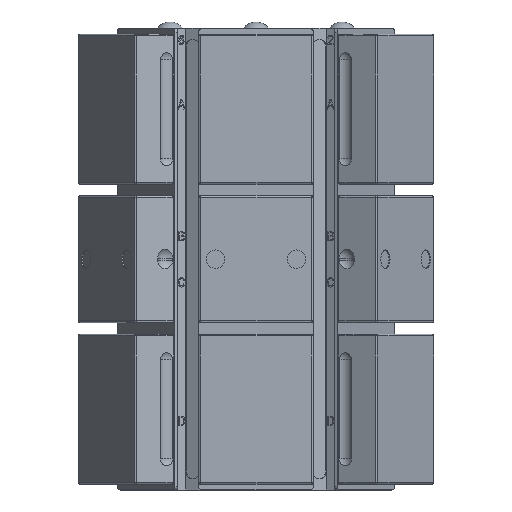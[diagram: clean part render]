
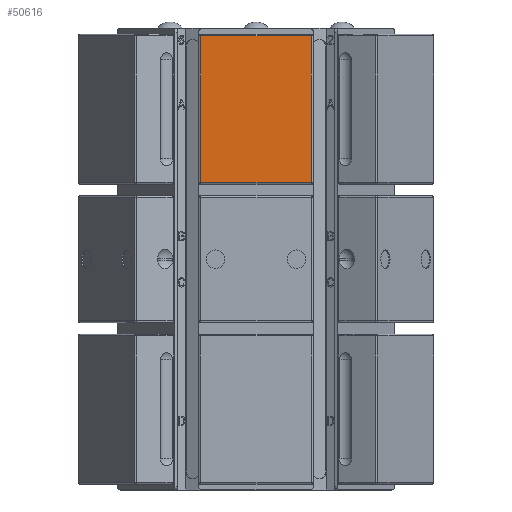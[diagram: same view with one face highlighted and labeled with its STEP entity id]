
A CAD part, front view. The second image highlights one B-rep face of the part: STEP entity #50616.
In plain terms, the highlighted face is planar.
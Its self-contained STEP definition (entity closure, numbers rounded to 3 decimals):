
#49894=CARTESIAN_POINT('',(63.5,39.7,-48.));
#49895=VERTEX_POINT('',#49894);
#49931=CARTESIAN_POINT('',(63.5,39.7,48.));
#49932=VERTEX_POINT('',#49931);
#49999=CARTESIAN_POINT('',(-63.5,39.7,-48.));
#50000=VERTEX_POINT('',#49999);
#50034=CARTESIAN_POINT('',(-63.5,39.7,48.));
#50035=VERTEX_POINT('',#50034);
#50336=CARTESIAN_POINT('',(63.5,39.7,48.));
#50337=DIRECTION('',(-1.0,0.0,0.0));
#50338=VECTOR('',#50337,127.0);
#50339=LINE('',#50336,#50338);
#50340=EDGE_CURVE('',#49932,#50035,#50339,.T.);
#50358=CARTESIAN_POINT('',(-63.5,39.7,48.));
#50359=DIRECTION('',(0.0,0.0,-1.0));
#50360=VECTOR('',#50359,96.);
#50361=LINE('',#50358,#50360);
#50362=EDGE_CURVE('',#50035,#50000,#50361,.T.);
#50380=CARTESIAN_POINT('',(-63.5,39.7,-48.));
#50381=DIRECTION('',(1.0,0.0,0.0));
#50382=VECTOR('',#50381,127.0);
#50383=LINE('',#50380,#50382);
#50384=EDGE_CURVE('',#50000,#49895,#50383,.T.);
#50424=CARTESIAN_POINT('',(63.5,39.7,-48.));
#50425=DIRECTION('',(0.0,0.0,1.0));
#50426=VECTOR('',#50425,96.);
#50427=LINE('',#50424,#50426);
#50428=EDGE_CURVE('',#49895,#49932,#50427,.T.);
#50605=CARTESIAN_POINT('',(0.,39.7,0.0));
#50606=DIRECTION('',(0.0,1.0,0.0));
#50607=DIRECTION('',(0.0,0.0,1.0));
#50608=AXIS2_PLACEMENT_3D('',#50605,#50606,#50607);
#50609=PLANE('',#50608);
#50610=ORIENTED_EDGE('',*,*,#50340,.F.);
#50611=ORIENTED_EDGE('',*,*,#50428,.F.);
#50612=ORIENTED_EDGE('',*,*,#50384,.F.);
#50613=ORIENTED_EDGE('',*,*,#50362,.F.);
#50614=EDGE_LOOP('',(#50610,#50611,#50612,#50613));
#50615=FACE_OUTER_BOUND('',#50614,.T.);
#50616=ADVANCED_FACE('',(#50615),#50609,.T.);
